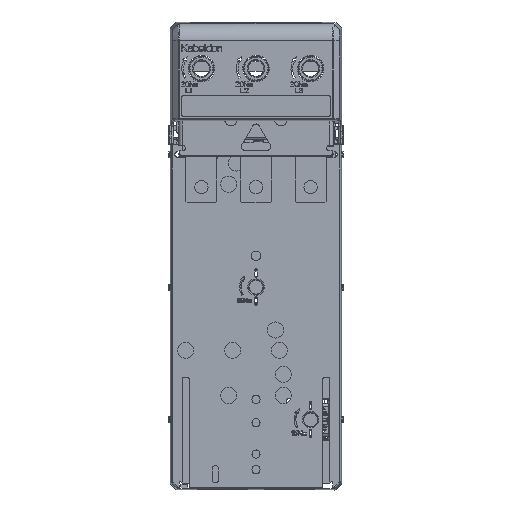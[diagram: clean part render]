
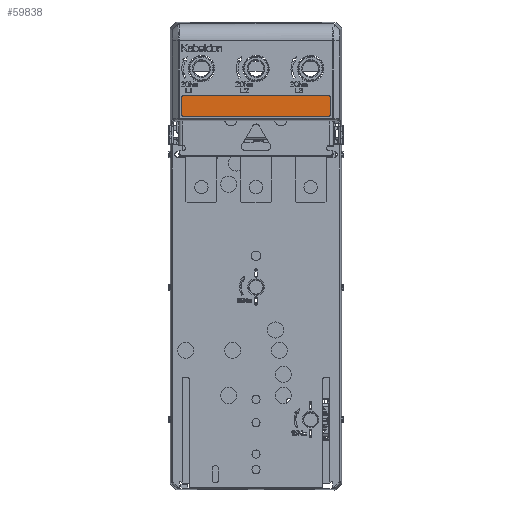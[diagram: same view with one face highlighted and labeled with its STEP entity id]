
A CAD part, top view. The second image highlights one B-rep face of the part: STEP entity #59838.
In plain terms, the highlighted planar face has unit normal (0, 0, 1).
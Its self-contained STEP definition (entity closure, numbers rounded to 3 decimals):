
#179 = DIRECTION ( 'NONE',  ( 0., 1., 0. ) ) ;
#200 = AXIS2_PLACEMENT_3D ( 'NONE', #15882, #53628, #21271 ) ;
#2675 = ORIENTED_EDGE ( 'NONE', *, *, #60173, .F. ) ;
#2846 = VECTOR ( 'NONE', #9627, 1000. ) ;
#3666 = AXIS2_PLACEMENT_3D ( 'NONE', #45424, #13113, #50839 ) ;
#3715 = ORIENTED_EDGE ( 'NONE', *, *, #69328, .F. ) ;
#4467 = AXIS2_PLACEMENT_3D ( 'NONE', #64690, #32372, #179 ) ;
#5042 = ORIENTED_EDGE ( 'NONE', *, *, #64695, .F. ) ;
#5966 = CARTESIAN_POINT ( 'NONE',  ( 46.5, 122.503, 39.2 ) ) ;
#7653 = VERTEX_POINT ( 'NONE', #66396 ) ;
#8139 = CARTESIAN_POINT ( 'NONE',  ( 46.5, 122.503, 39.2 ) ) ;
#9627 = DIRECTION ( 'NONE',  ( 0., 1., 0. ) ) ;
#11584 = CARTESIAN_POINT ( 'NONE',  ( -47.503, 110.5, 39.2 ) ) ;
#12505 = VERTEX_POINT ( 'NONE', #37237 ) ;
#12704 = VERTEX_POINT ( 'NONE', #38657 ) ;
#13045 = CARTESIAN_POINT ( 'NONE',  ( -46.5, 109.497, 39.2 ) ) ;
#13113 = DIRECTION ( 'NONE',  ( 0., 0., -1. ) ) ;
#14110 = ORIENTED_EDGE ( 'NONE', *, *, #66379, .F. ) ;
#14731 = CARTESIAN_POINT ( 'NONE',  ( -47.503, 121.5, 39.2 ) ) ;
#15882 = CARTESIAN_POINT ( 'NONE',  ( 55., 0., 39.2 ) ) ;
#16689 = VERTEX_POINT ( 'NONE', #37453 ) ;
#18927 = DIRECTION ( 'NONE',  ( 1., 0., 0. ) ) ;
#19978 = DIRECTION ( 'NONE',  ( 0., 0., -1. ) ) ;
#21271 = DIRECTION ( 'NONE',  ( 0., 1., 0. ) ) ;
#21782 = CIRCLE ( 'NONE', #4467, 1.003 ) ;
#21891 = VERTEX_POINT ( 'NONE', #60519 ) ;
#23279 = VERTEX_POINT ( 'NONE', #11584 ) ;
#25289 = VECTOR ( 'NONE', #18927, 1000. ) ;
#25405 = CARTESIAN_POINT ( 'NONE',  ( -46.5, 121.5, 39.2 ) ) ;
#26396 = FACE_OUTER_BOUND ( 'NONE', #34320, .T. ) ;
#26977 = LINE ( 'NONE', #8139, #25289 ) ;
#30003 = ORIENTED_EDGE ( 'NONE', *, *, #57470, .T. ) ;
#30841 = DIRECTION ( 'NONE',  ( 0., 1., 0. ) ) ;
#31403 = LINE ( 'NONE', #41901, #2846 ) ;
#32372 = DIRECTION ( 'NONE',  ( 0., 0., -1. ) ) ;
#34320 = EDGE_LOOP ( 'NONE', ( #60827, #3715, #2675, #41108, #39676, #14110, #5042, #30003 ) ) ;
#34436 = VERTEX_POINT ( 'NONE', #5966 ) ;
#36389 = CIRCLE ( 'NONE', #60158, 1.003 ) ;
#37237 = CARTESIAN_POINT ( 'NONE',  ( -46.5, 109.497, 39.2 ) ) ;
#37453 = CARTESIAN_POINT ( 'NONE',  ( 47.503, 110.5, 39.2 ) ) ;
#38657 = CARTESIAN_POINT ( 'NONE',  ( 46.5, 109.497, 39.2 ) ) ;
#39377 = CIRCLE ( 'NONE', #3666, 1.003 ) ;
#39676 = ORIENTED_EDGE ( 'NONE', *, *, #52623, .F. ) ;
#41108 = ORIENTED_EDGE ( 'NONE', *, *, #53313, .F. ) ;
#41901 = CARTESIAN_POINT ( 'NONE',  ( -47.503, 121.5, 39.2 ) ) ;
#43301 = VECTOR ( 'NONE', #50776, 1000. ) ;
#43302 = AXIS2_PLACEMENT_3D ( 'NONE', #52302, #19978, #57737 ) ;
#45006 = LINE ( 'NONE', #13045, #43301 ) ;
#45424 = CARTESIAN_POINT ( 'NONE',  ( -46.5, 110.5, 39.2 ) ) ;
#46744 = CIRCLE ( 'NONE', #43302, 1.003 ) ;
#50776 = DIRECTION ( 'NONE',  ( -1., 0., 0. ) ) ;
#50839 = DIRECTION ( 'NONE',  ( 0., 1., 0. ) ) ;
#52302 = CARTESIAN_POINT ( 'NONE',  ( 46.5, 110.5, 39.2 ) ) ;
#52623 = EDGE_CURVE ( 'NONE', #7653, #16689, #57776, .T. ) ;
#52956 = DIRECTION ( 'NONE',  ( 0., -1., 0. ) ) ;
#53313 = EDGE_CURVE ( 'NONE', #16689, #12704, #46744, .T. ) ;
#53628 = DIRECTION ( 'NONE',  ( 0., 0., 1. ) ) ;
#54599 = EDGE_CURVE ( 'NONE', #23279, #62234, #31403, .T. ) ;
#56119 = VECTOR ( 'NONE', #52956, 1000. ) ;
#57470 = EDGE_CURVE ( 'NONE', #21891, #62234, #36389, .T. ) ;
#57737 = DIRECTION ( 'NONE',  ( 0., 1., 0. ) ) ;
#57776 = LINE ( 'NONE', #63530, #56119 ) ;
#59838 = ADVANCED_FACE ( 'NONE', ( #26396 ), #69620, .T. ) ;
#60158 = AXIS2_PLACEMENT_3D ( 'NONE', #25405, #63151, #30841 ) ;
#60173 = EDGE_CURVE ( 'NONE', #12704, #12505, #45006, .T. ) ;
#60519 = CARTESIAN_POINT ( 'NONE',  ( -46.5, 122.503, 39.2 ) ) ;
#60827 = ORIENTED_EDGE ( 'NONE', *, *, #54599, .F. ) ;
#62234 = VERTEX_POINT ( 'NONE', #14731 ) ;
#63151 = DIRECTION ( 'NONE',  ( 0., 0., 1. ) ) ;
#63530 = CARTESIAN_POINT ( 'NONE',  ( 47.503, 110.5, 39.2 ) ) ;
#64690 = CARTESIAN_POINT ( 'NONE',  ( 46.5, 121.5, 39.2 ) ) ;
#64695 = EDGE_CURVE ( 'NONE', #21891, #34436, #26977, .T. ) ;
#66379 = EDGE_CURVE ( 'NONE', #34436, #7653, #21782, .T. ) ;
#66396 = CARTESIAN_POINT ( 'NONE',  ( 47.503, 121.5, 39.2 ) ) ;
#69328 = EDGE_CURVE ( 'NONE', #12505, #23279, #39377, .T. ) ;
#69620 = PLANE ( 'NONE',  #200 ) ;
